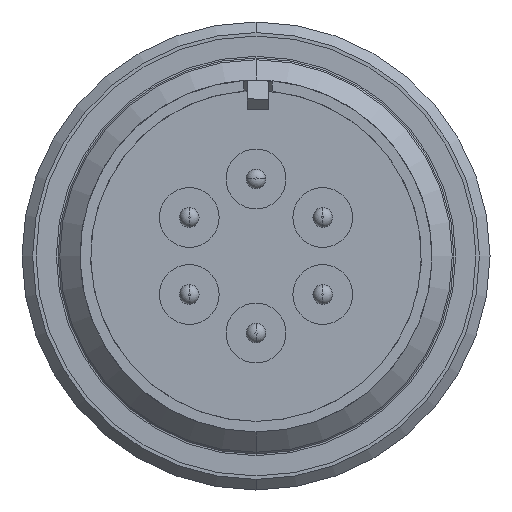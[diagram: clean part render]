
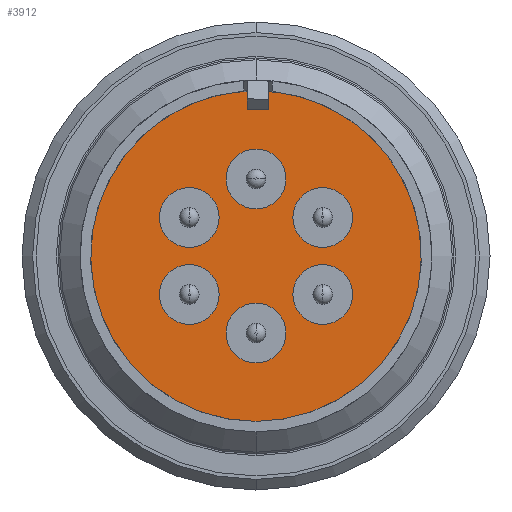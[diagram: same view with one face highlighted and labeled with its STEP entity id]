
A CAD part, front view. The second image highlights one B-rep face of the part: STEP entity #3912.
In plain terms, the highlighted planar face has unit normal (0, -1, 0).
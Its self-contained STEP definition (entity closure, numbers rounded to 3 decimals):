
#73 = ORIENTED_EDGE ( 'NONE', *, *, #3154, .F. ) ;
#146 = CARTESIAN_POINT ( 'NONE',  ( 4.817, 10.05, 4.94 ) ) ;
#184 = EDGE_LOOP ( 'NONE', ( #2126, #7561 ) ) ;
#245 = AXIS2_PLACEMENT_3D ( 'NONE', #7453, #7483, #6288 ) ;
#302 = ORIENTED_EDGE ( 'NONE', *, *, #2523, .F. ) ;
#405 = DIRECTION ( 'NONE',  ( 0., -1., 0. ) ) ;
#406 = CARTESIAN_POINT ( 'NONE',  ( -4.817, 10.05, 0.622 ) ) ;
#483 = CARTESIAN_POINT ( 'NONE',  ( -4.817, 10.05, 2.781 ) ) ;
#599 = EDGE_CURVE ( 'NONE', #5990, #1735, #7211, .T. ) ;
#647 = CIRCLE ( 'NONE', #2165, 2.159 ) ;
#755 = CARTESIAN_POINT ( 'NONE',  ( 0., 10.05, -12.954 ) ) ;
#785 = VERTEX_POINT ( 'NONE', #7031 ) ;
#922 = EDGE_CURVE ( 'NONE', #4856, #1935, #5396, .T. ) ;
#1068 = DIRECTION ( 'NONE',  ( 0., -1., 0. ) ) ;
#1077 = AXIS2_PLACEMENT_3D ( 'NONE', #2472, #4352, #6180 ) ;
#1092 = PLANE ( 'NONE',  #1851 ) ;
#1233 = EDGE_LOOP ( 'NONE', ( #4574, #2857 ) ) ;
#1280 = CARTESIAN_POINT ( 'NONE',  ( -4.817, 10.05, 4.94 ) ) ;
#1403 = CARTESIAN_POINT ( 'NONE',  ( -2.658, 10.05, -2.781 ) ) ;
#1584 = FACE_BOUND ( 'NONE', #1233, .T. ) ;
#1592 = EDGE_CURVE ( 'NONE', #1935, #4856, #1994, .T. ) ;
#1652 = EDGE_CURVE ( 'NONE', #5951, #7038, #4585, .T. ) ;
#1677 = FACE_BOUND ( 'NONE', #184, .T. ) ;
#1711 = VERTEX_POINT ( 'NONE', #146 ) ;
#1735 = VERTEX_POINT ( 'NONE', #755 ) ;
#1836 = DIRECTION ( 'NONE',  ( 0., 0., -1. ) ) ;
#1851 = AXIS2_PLACEMENT_3D ( 'NONE', #4179, #4103, #2316 ) ;
#1882 = CIRCLE ( 'NONE', #1077, 2.159 ) ;
#1899 = EDGE_CURVE ( 'NONE', #785, #7263, #3335, .T. ) ;
#1935 = VERTEX_POINT ( 'NONE', #7096 ) ;
#1979 = AXIS2_PLACEMENT_3D ( 'NONE', #5954, #1068, #4718 ) ;
#1994 = CIRCLE ( 'NONE', #5862, 2.159 ) ;
#2067 = ORIENTED_EDGE ( 'NONE', *, *, #7482, .F. ) ;
#2126 = ORIENTED_EDGE ( 'NONE', *, *, #1652, .F. ) ;
#2165 = AXIS2_PLACEMENT_3D ( 'NONE', #4240, #6686, #3018 ) ;
#2247 = FACE_OUTER_BOUND ( 'NONE', #6995, .T. ) ;
#2258 = EDGE_CURVE ( 'NONE', #1711, #7257, #3246, .T. ) ;
#2309 = EDGE_CURVE ( 'NONE', #7038, #5951, #5438, .T. ) ;
#2316 = DIRECTION ( 'NONE',  ( 0., 0., 1. ) ) ;
#2447 = CARTESIAN_POINT ( 'NONE',  ( 4.817, 10.05, -4.94 ) ) ;
#2472 = CARTESIAN_POINT ( 'NONE',  ( -4.817, 10.05, -2.781 ) ) ;
#2523 = EDGE_CURVE ( 'NONE', #7263, #785, #5625, .T. ) ;
#2724 = AXIS2_PLACEMENT_3D ( 'NONE', #4593, #4062, #5203 ) ;
#2857 = ORIENTED_EDGE ( 'NONE', *, *, #1592, .F. ) ;
#2995 = AXIS2_PLACEMENT_3D ( 'NONE', #483, #4892, #6700 ) ;
#3018 = DIRECTION ( 'NONE',  ( 0., 0., -1. ) ) ;
#3037 = VERTEX_POINT ( 'NONE', #1403 ) ;
#3116 = CIRCLE ( 'NONE', #5658, 12.954 ) ;
#3126 = CARTESIAN_POINT ( 'NONE',  ( 4.817, 10.05, 2.781 ) ) ;
#3154 = EDGE_CURVE ( 'NONE', #3037, #6835, #1882, .T. ) ;
#3211 = FACE_BOUND ( 'NONE', #7346, .T. ) ;
#3246 = CIRCLE ( 'NONE', #3469, 2.159 ) ;
#3291 = CARTESIAN_POINT ( 'NONE',  ( 4.817, 10.05, 0.622 ) ) ;
#3335 = CIRCLE ( 'NONE', #2724, 2.159 ) ;
#3374 = DIRECTION ( 'NONE',  ( 0., -1., 0. ) ) ;
#3399 = FACE_BOUND ( 'NONE', #4562, .T. ) ;
#3469 = AXIS2_PLACEMENT_3D ( 'NONE', #5722, #5140, #3915 ) ;
#3538 = DIRECTION ( 'NONE',  ( 0., 0., 1. ) ) ;
#3554 = ORIENTED_EDGE ( 'NONE', *, *, #5985, .F. ) ;
#3555 = CARTESIAN_POINT ( 'NONE',  ( 0., 10.05, -5.563 ) ) ;
#3912 = ADVANCED_FACE ( 'NONE', ( #1677, #7223, #5694, #3399, #3211, #1584, #2247 ), #1092, .F. ) ;
#3915 = DIRECTION ( 'NONE',  ( 0., 0., -1. ) ) ;
#4061 = CARTESIAN_POINT ( 'NONE',  ( -6.976, 10.05, -2.781 ) ) ;
#4062 = DIRECTION ( 'NONE',  ( 0., -1., 0. ) ) ;
#4103 = DIRECTION ( 'NONE',  ( 0., 1., 0. ) ) ;
#4144 = DIRECTION ( 'NONE',  ( 0., 1., 0. ) ) ;
#4179 = CARTESIAN_POINT ( 'NONE',  ( 0., 10.05, 0. ) ) ;
#4196 = AXIS2_PLACEMENT_3D ( 'NONE', #3126, #4927, #7466 ) ;
#4207 = DIRECTION ( 'NONE',  ( 0., -1., 0. ) ) ;
#4218 = CARTESIAN_POINT ( 'NONE',  ( 4.817, 10.05, -0.622 ) ) ;
#4240 = CARTESIAN_POINT ( 'NONE',  ( -4.817, 10.05, 2.781 ) ) ;
#4257 = CARTESIAN_POINT ( 'NONE',  ( 0., 10.05, 12.954 ) ) ;
#4352 = DIRECTION ( 'NONE',  ( 0., -1., 0. ) ) ;
#4562 = EDGE_LOOP ( 'NONE', ( #6431, #5181 ) ) ;
#4574 = ORIENTED_EDGE ( 'NONE', *, *, #922, .F. ) ;
#4585 = CIRCLE ( 'NONE', #245, 2.159 ) ;
#4593 = CARTESIAN_POINT ( 'NONE',  ( 0., 10.05, 5.563 ) ) ;
#4718 = DIRECTION ( 'NONE',  ( 1., 0., 0. ) ) ;
#4756 = CARTESIAN_POINT ( 'NONE',  ( 0., 10.05, 0. ) ) ;
#4819 = CARTESIAN_POINT ( 'NONE',  ( 0., 10.05, 5.563 ) ) ;
#4856 = VERTEX_POINT ( 'NONE', #6473 ) ;
#4869 = DIRECTION ( 'NONE',  ( 0., 0., -1. ) ) ;
#4873 = VERTEX_POINT ( 'NONE', #406 ) ;
#4892 = DIRECTION ( 'NONE',  ( 0., -1., 0. ) ) ;
#4927 = DIRECTION ( 'NONE',  ( 0., -1., 0. ) ) ;
#4966 = CARTESIAN_POINT ( 'NONE',  ( 0., 10.05, -5.563 ) ) ;
#4984 = EDGE_CURVE ( 'NONE', #5137, #4873, #647, .T. ) ;
#5058 = CARTESIAN_POINT ( 'NONE',  ( 0., 10.05, 7.722 ) ) ;
#5071 = ORIENTED_EDGE ( 'NONE', *, *, #1899, .F. ) ;
#5137 = VERTEX_POINT ( 'NONE', #1280 ) ;
#5140 = DIRECTION ( 'NONE',  ( 0., -1., 0. ) ) ;
#5181 = ORIENTED_EDGE ( 'NONE', *, *, #4984, .F. ) ;
#5203 = DIRECTION ( 'NONE',  ( 0., 0., -1. ) ) ;
#5233 = CIRCLE ( 'NONE', #2995, 2.159 ) ;
#5299 = ORIENTED_EDGE ( 'NONE', *, *, #599, .F. ) ;
#5323 = EDGE_LOOP ( 'NONE', ( #73, #2067 ) ) ;
#5396 = CIRCLE ( 'NONE', #6381, 2.159 ) ;
#5438 = CIRCLE ( 'NONE', #7167, 2.159 ) ;
#5625 = CIRCLE ( 'NONE', #6451, 2.159 ) ;
#5628 = EDGE_LOOP ( 'NONE', ( #5071, #302 ) ) ;
#5658 = AXIS2_PLACEMENT_3D ( 'NONE', #6084, #7347, #6144 ) ;
#5694 = FACE_BOUND ( 'NONE', #5323, .T. ) ;
#5722 = CARTESIAN_POINT ( 'NONE',  ( 4.817, 10.05, 2.781 ) ) ;
#5862 = AXIS2_PLACEMENT_3D ( 'NONE', #4966, #7340, #1836 ) ;
#5937 = DIRECTION ( 'NONE',  ( 0., 0., -1. ) ) ;
#5951 = VERTEX_POINT ( 'NONE', #2447 ) ;
#5954 = CARTESIAN_POINT ( 'NONE',  ( -4.817, 10.05, -2.781 ) ) ;
#5985 = EDGE_CURVE ( 'NONE', #1735, #5990, #3116, .T. ) ;
#5990 = VERTEX_POINT ( 'NONE', #4257 ) ;
#6084 = CARTESIAN_POINT ( 'NONE',  ( 0., 10.05, 0. ) ) ;
#6144 = DIRECTION ( 'NONE',  ( 0., 0., 1. ) ) ;
#6180 = DIRECTION ( 'NONE',  ( 1., 0., 0. ) ) ;
#6288 = DIRECTION ( 'NONE',  ( 0., 0., -1. ) ) ;
#6381 = AXIS2_PLACEMENT_3D ( 'NONE', #3555, #405, #5937 ) ;
#6389 = DIRECTION ( 'NONE',  ( 0., 0., -1. ) ) ;
#6417 = CARTESIAN_POINT ( 'NONE',  ( 4.817, 10.05, -2.781 ) ) ;
#6431 = ORIENTED_EDGE ( 'NONE', *, *, #6452, .F. ) ;
#6449 = CIRCLE ( 'NONE', #1979, 2.159 ) ;
#6451 = AXIS2_PLACEMENT_3D ( 'NONE', #4819, #4207, #4869 ) ;
#6452 = EDGE_CURVE ( 'NONE', #4873, #5137, #5233, .T. ) ;
#6473 = CARTESIAN_POINT ( 'NONE',  ( 0., 10.05, -7.722 ) ) ;
#6637 = AXIS2_PLACEMENT_3D ( 'NONE', #4756, #4144, #3538 ) ;
#6686 = DIRECTION ( 'NONE',  ( 0., -1., 0. ) ) ;
#6700 = DIRECTION ( 'NONE',  ( 0., 0., -1. ) ) ;
#6835 = VERTEX_POINT ( 'NONE', #4061 ) ;
#6995 = EDGE_LOOP ( 'NONE', ( #5299, #3554 ) ) ;
#7031 = CARTESIAN_POINT ( 'NONE',  ( 0., 10.05, 3.404 ) ) ;
#7038 = VERTEX_POINT ( 'NONE', #4218 ) ;
#7096 = CARTESIAN_POINT ( 'NONE',  ( 0., 10.05, -3.404 ) ) ;
#7167 = AXIS2_PLACEMENT_3D ( 'NONE', #6417, #3374, #6389 ) ;
#7169 = EDGE_CURVE ( 'NONE', #7257, #1711, #7521, .T. ) ;
#7211 = CIRCLE ( 'NONE', #6637, 12.954 ) ;
#7223 = FACE_BOUND ( 'NONE', #5628, .T. ) ;
#7250 = ORIENTED_EDGE ( 'NONE', *, *, #2258, .F. ) ;
#7257 = VERTEX_POINT ( 'NONE', #3291 ) ;
#7263 = VERTEX_POINT ( 'NONE', #5058 ) ;
#7265 = ORIENTED_EDGE ( 'NONE', *, *, #7169, .F. ) ;
#7340 = DIRECTION ( 'NONE',  ( 0., -1., 0. ) ) ;
#7346 = EDGE_LOOP ( 'NONE', ( #7265, #7250 ) ) ;
#7347 = DIRECTION ( 'NONE',  ( 0., 1., 0. ) ) ;
#7453 = CARTESIAN_POINT ( 'NONE',  ( 4.817, 10.05, -2.781 ) ) ;
#7466 = DIRECTION ( 'NONE',  ( 0., 0., -1. ) ) ;
#7482 = EDGE_CURVE ( 'NONE', #6835, #3037, #6449, .T. ) ;
#7483 = DIRECTION ( 'NONE',  ( 0., -1., 0. ) ) ;
#7521 = CIRCLE ( 'NONE', #4196, 2.159 ) ;
#7561 = ORIENTED_EDGE ( 'NONE', *, *, #2309, .F. ) ;
